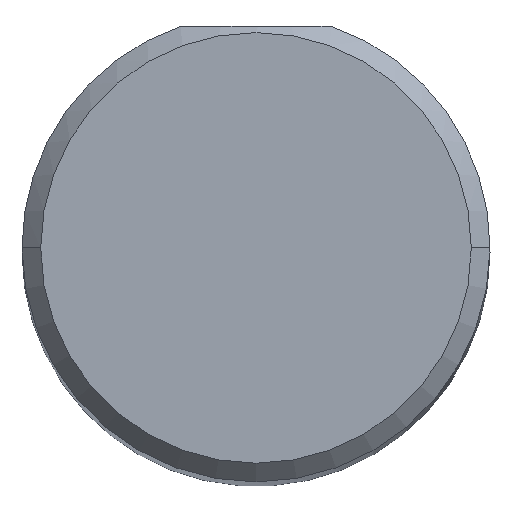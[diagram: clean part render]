
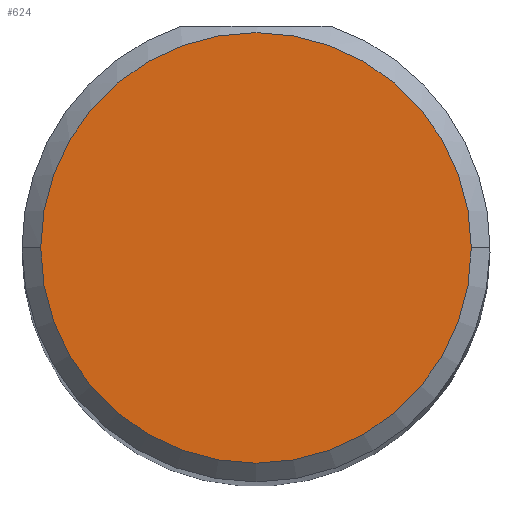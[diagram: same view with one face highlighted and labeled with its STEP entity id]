
A CAD part, top view. The second image highlights one B-rep face of the part: STEP entity #624.
In plain terms, the highlighted planar face has unit normal (0, 0, 1).
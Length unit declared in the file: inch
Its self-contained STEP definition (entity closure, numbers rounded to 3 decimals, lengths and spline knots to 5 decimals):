
#53 = PLANE ( 'NONE',  #416 ) ;
#103 = DIRECTION ( 'NONE',  ( 1., 0., 0. ) ) ;
#114 = VERTEX_POINT ( 'NONE', #614 ) ;
#144 = AXIS2_PLACEMENT_3D ( 'NONE', #657, #192, #182 ) ;
#147 = DIRECTION ( 'NONE',  ( 0., 0., 1. ) ) ;
#178 = DIRECTION ( 'NONE',  ( 0., 0., 1. ) ) ;
#182 = DIRECTION ( 'NONE',  ( 1., 0., 0. ) ) ;
#192 = DIRECTION ( 'NONE',  ( 0., 0., 1. ) ) ;
#220 = FACE_OUTER_BOUND ( 'NONE', #577, .T. ) ;
#400 = VERTEX_POINT ( 'NONE', #599 ) ;
#416 = AXIS2_PLACEMENT_3D ( 'NONE', #459, #178, #103 ) ;
#459 = CARTESIAN_POINT ( 'NONE',  ( 0., 0., 2.5 ) ) ;
#480 = CIRCLE ( 'NONE', #144, 0.1725 ) ;
#486 = EDGE_CURVE ( 'NONE', #114, #400, #627, .T. ) ;
#494 = CARTESIAN_POINT ( 'NONE',  ( 0., 0., 2.5 ) ) ;
#577 = EDGE_LOOP ( 'NONE', ( #630, #580 ) ) ;
#580 = ORIENTED_EDGE ( 'NONE', *, *, #486, .T. ) ;
#599 = CARTESIAN_POINT ( 'NONE',  ( -0.1725, 0., 2.5 ) ) ;
#614 = CARTESIAN_POINT ( 'NONE',  ( 0.1725, 0., 2.5 ) ) ;
#615 = DIRECTION ( 'NONE',  ( 1., 0., 0. ) ) ;
#624 = ADVANCED_FACE ( 'NONE', ( #220 ), #53, .T. ) ;
#627 = CIRCLE ( 'NONE', #741, 0.1725 ) ;
#630 = ORIENTED_EDGE ( 'NONE', *, *, #750, .T. ) ;
#657 = CARTESIAN_POINT ( 'NONE',  ( 0., 0., 2.5 ) ) ;
#741 = AXIS2_PLACEMENT_3D ( 'NONE', #494, #147, #615 ) ;
#750 = EDGE_CURVE ( 'NONE', #400, #114, #480, .T. ) ;
